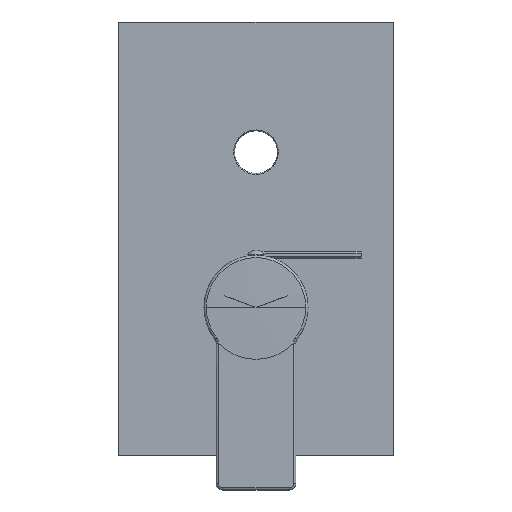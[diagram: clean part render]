
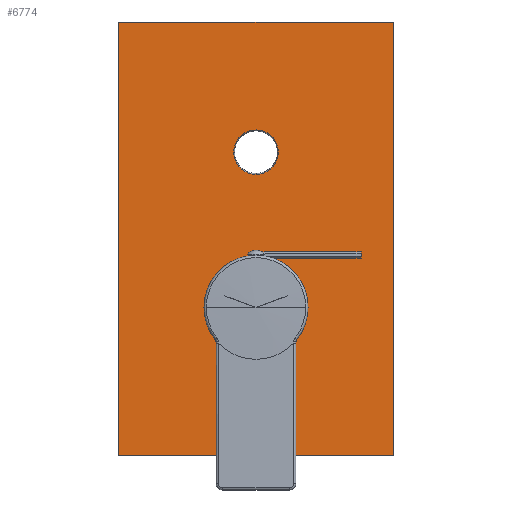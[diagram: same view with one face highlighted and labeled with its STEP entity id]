
A CAD part, top view. The second image highlights one B-rep face of the part: STEP entity #6774.
In plain terms, the highlighted face is planar.
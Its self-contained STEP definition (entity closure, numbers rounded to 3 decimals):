
#6195=CARTESIAN_POINT('',(0.,2.,-30.));
#6196=DIRECTION('',(0.,-1.,0.));
#6197=DIRECTION('',(1.,0.,0.));
#6198=AXIS2_PLACEMENT_3D('',#6195,#6196,#6197);
#6203=CARTESIAN_POINT('',(0.,2.,-30.));
#6204=DIRECTION('',(0.,-1.,0.));
#6205=DIRECTION('',(-1.,0.,0.));
#6206=AXIS2_PLACEMENT_3D('',#6203,#6204,#6205);
#6211=CARTESIAN_POINT('',(0.,2.,38.));
#6212=DIRECTION('',(0.,-1.,0.));
#6213=DIRECTION('',(1.,0.,0.));
#6214=AXIS2_PLACEMENT_3D('',#6211,#6212,#6213);
#6219=CARTESIAN_POINT('',(0.,2.,38.));
#6220=DIRECTION('',(0.,-1.,0.));
#6221=DIRECTION('',(-1.,0.,0.));
#6222=AXIS2_PLACEMENT_3D('',#6219,#6220,#6221);
#6227=DIRECTION('',(0.,0.,1.));
#6228=VECTOR('',#6227,190.);
#6229=CARTESIAN_POINT('',(-60.,2.,-95.));
#6230=LINE('',#6229,#6228);
#6234=DIRECTION('',(-1.,0.,0.));
#6235=VECTOR('',#6234,120.);
#6236=CARTESIAN_POINT('',(60.,2.,-95.));
#6237=LINE('',#6236,#6235);
#6241=DIRECTION('',(0.,0.,-1.));
#6242=VECTOR('',#6241,190.);
#6243=CARTESIAN_POINT('',(60.,2.,95.));
#6244=LINE('',#6243,#6242);
#6248=DIRECTION('',(1.,0.,0.));
#6249=VECTOR('',#6248,120.);
#6250=CARTESIAN_POINT('',(-60.,2.,95.));
#6251=LINE('',#6250,#6249);
#6585=CARTESIAN_POINT('',(22.8,2.,-30.));
#6586=CARTESIAN_POINT('',(-22.8,2.,-30.));
#6587=VERTEX_POINT('',#6585);
#6588=VERTEX_POINT('',#6586);
#6589=CARTESIAN_POINT('',(9.75,2.,38.));
#6590=CARTESIAN_POINT('',(-9.75,2.,38.));
#6591=VERTEX_POINT('',#6589);
#6592=VERTEX_POINT('',#6590);
#6593=CARTESIAN_POINT('',(-60.,2.,-95.));
#6594=CARTESIAN_POINT('',(-60.,2.,95.));
#6595=VERTEX_POINT('',#6593);
#6596=VERTEX_POINT('',#6594);
#6597=CARTESIAN_POINT('',(60.,2.,95.));
#6598=VERTEX_POINT('',#6597);
#6599=CARTESIAN_POINT('',(60.,2.,-95.));
#6600=VERTEX_POINT('',#6599);
#6749=CARTESIAN_POINT('',(0.,2.,0.));
#6750=DIRECTION('',(0.,1.,0.));
#6751=DIRECTION('',(1.,0.,0.));
#6752=AXIS2_PLACEMENT_3D('',#6749,#6750,#6751);
#6753=PLANE('',#6752);
#6755=ORIENTED_EDGE('',*,*,#6754,.F.);
#6757=ORIENTED_EDGE('',*,*,#6756,.F.);
#6759=ORIENTED_EDGE('',*,*,#6758,.F.);
#6761=ORIENTED_EDGE('',*,*,#6760,.F.);
#6762=EDGE_LOOP('',(#6755,#6757,#6759,#6761));
#6763=FACE_OUTER_BOUND('',#6762,.F.);
#6765=ORIENTED_EDGE('',*,*,#6764,.F.);
#6767=ORIENTED_EDGE('',*,*,#6766,.F.);
#6768=EDGE_LOOP('',(#6765,#6767));
#6769=FACE_BOUND('',#6768,.F.);
#6770=ORIENTED_EDGE('',*,*,#6729,.F.);
#6771=ORIENTED_EDGE('',*,*,#6743,.F.);
#6772=EDGE_LOOP('',(#6770,#6771));
#6773=FACE_BOUND('',#6772,.F.);
#6774=ADVANCED_FACE('',(#6763,#6769,#6773),#6753,.T.);
#6199=CIRCLE('',#6198,22.8);
#6207=CIRCLE('',#6206,22.8);
#6215=CIRCLE('',#6214,9.75);
#6223=CIRCLE('',#6222,9.75);
#6729=EDGE_CURVE('',#6587,#6588,#6199,.T.);
#6743=EDGE_CURVE('',#6588,#6587,#6207,.T.);
#6754=EDGE_CURVE('',#6595,#6596,#6230,.T.);
#6756=EDGE_CURVE('',#6600,#6595,#6237,.T.);
#6758=EDGE_CURVE('',#6598,#6600,#6244,.T.);
#6760=EDGE_CURVE('',#6596,#6598,#6251,.T.);
#6764=EDGE_CURVE('',#6591,#6592,#6215,.T.);
#6766=EDGE_CURVE('',#6592,#6591,#6223,.T.);
